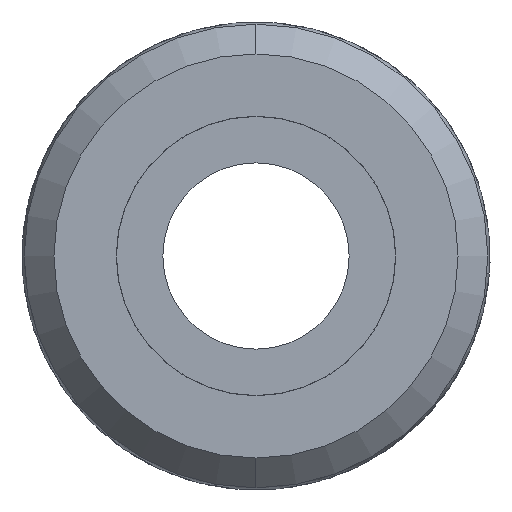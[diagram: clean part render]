
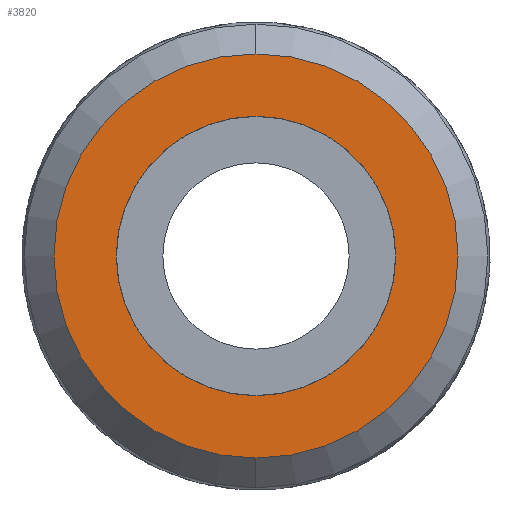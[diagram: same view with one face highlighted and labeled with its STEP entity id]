
A CAD part, front view. The second image highlights one B-rep face of the part: STEP entity #3820.
In plain terms, the highlighted planar face has unit normal (0, -1, 0).
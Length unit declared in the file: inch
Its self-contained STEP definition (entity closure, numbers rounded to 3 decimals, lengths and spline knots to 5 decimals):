
#374 = CARTESIAN_POINT ( 'NONE',  ( 0., -0.625, 0.2715 ) ) ;
#410 = AXIS2_PLACEMENT_3D ( 'NONE', #2148, #2759, #2822 ) ;
#455 = CARTESIAN_POINT ( 'NONE',  ( 0., -0.625, 0. ) ) ;
#502 = EDGE_CURVE ( 'NONE', #2542, #1053, #1355, .T. ) ;
#560 = AXIS2_PLACEMENT_3D ( 'NONE', #455, #1945, #792 ) ;
#705 = DIRECTION ( 'NONE',  ( 0., -1., 0. ) ) ;
#769 = EDGE_CURVE ( 'NONE', #1053, #2542, #3051, .T. ) ;
#776 = ORIENTED_EDGE ( 'NONE', *, *, #769, .T. ) ;
#792 = DIRECTION ( 'NONE',  ( 0., 0., -1. ) ) ;
#802 = ORIENTED_EDGE ( 'NONE', *, *, #2157, .F. ) ;
#835 = CARTESIAN_POINT ( 'NONE',  ( 0., -0.625, -0.18775 ) ) ;
#1007 = EDGE_CURVE ( 'NONE', #3073, #1011, #2970, .T. ) ;
#1011 = VERTEX_POINT ( 'NONE', #1886 ) ;
#1053 = VERTEX_POINT ( 'NONE', #1131 ) ;
#1131 = CARTESIAN_POINT ( 'NONE',  ( 0., -0.625, -0.2715 ) ) ;
#1150 = CARTESIAN_POINT ( 'NONE',  ( 0., -0.625, 0. ) ) ;
#1355 = CIRCLE ( 'NONE', #3471, 0.2715 ) ;
#1362 = AXIS2_PLACEMENT_3D ( 'NONE', #2469, #705, #1847 ) ;
#1553 = FACE_OUTER_BOUND ( 'NONE', #2466, .T. ) ;
#1837 = DIRECTION ( 'NONE',  ( 0., -1., 0. ) ) ;
#1847 = DIRECTION ( 'NONE',  ( 0., 0., -1. ) ) ;
#1877 = PLANE ( 'NONE',  #2587 ) ;
#1886 = CARTESIAN_POINT ( 'NONE',  ( 0., -0.625, 0.18775 ) ) ;
#1898 = DIRECTION ( 'NONE',  ( 0., 0., -1. ) ) ;
#1945 = DIRECTION ( 'NONE',  ( 0., -1., 0. ) ) ;
#2141 = CARTESIAN_POINT ( 'NONE',  ( 0.2715, -0.625, 0. ) ) ;
#2148 = CARTESIAN_POINT ( 'NONE',  ( 0., -0.625, 0. ) ) ;
#2157 = EDGE_CURVE ( 'NONE', #1011, #3073, #2873, .T. ) ;
#2255 = EDGE_LOOP ( 'NONE', ( #3746, #802 ) ) ;
#2324 = DIRECTION ( 'NONE',  ( 0., -1., 0. ) ) ;
#2455 = FACE_BOUND ( 'NONE', #2255, .T. ) ;
#2466 = EDGE_LOOP ( 'NONE', ( #3108, #776 ) ) ;
#2469 = CARTESIAN_POINT ( 'NONE',  ( 0., -0.625, 0. ) ) ;
#2542 = VERTEX_POINT ( 'NONE', #374 ) ;
#2587 = AXIS2_PLACEMENT_3D ( 'NONE', #2141, #1837, #1898 ) ;
#2759 = DIRECTION ( 'NONE',  ( 0., -1., 0. ) ) ;
#2822 = DIRECTION ( 'NONE',  ( 0., 0., -1. ) ) ;
#2873 = CIRCLE ( 'NONE', #560, 0.18775 ) ;
#2970 = CIRCLE ( 'NONE', #410, 0.18775 ) ;
#3051 = CIRCLE ( 'NONE', #1362, 0.2715 ) ;
#3073 = VERTEX_POINT ( 'NONE', #835 ) ;
#3108 = ORIENTED_EDGE ( 'NONE', *, *, #502, .T. ) ;
#3228 = DIRECTION ( 'NONE',  ( 0., 0., -1. ) ) ;
#3471 = AXIS2_PLACEMENT_3D ( 'NONE', #1150, #2324, #3228 ) ;
#3746 = ORIENTED_EDGE ( 'NONE', *, *, #1007, .F. ) ;
#3820 = ADVANCED_FACE ( 'NONE', ( #1553, #2455 ), #1877, .T. ) ;
